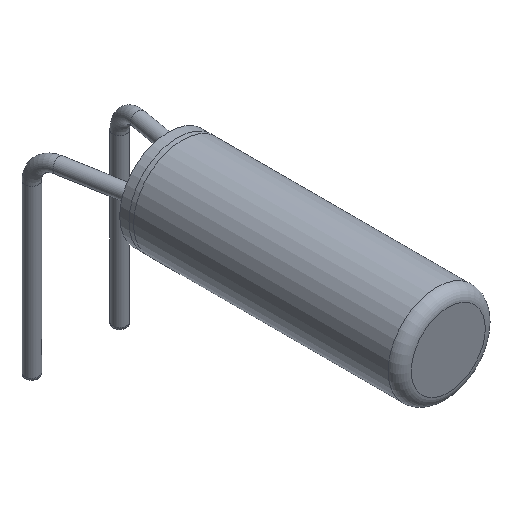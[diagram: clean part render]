
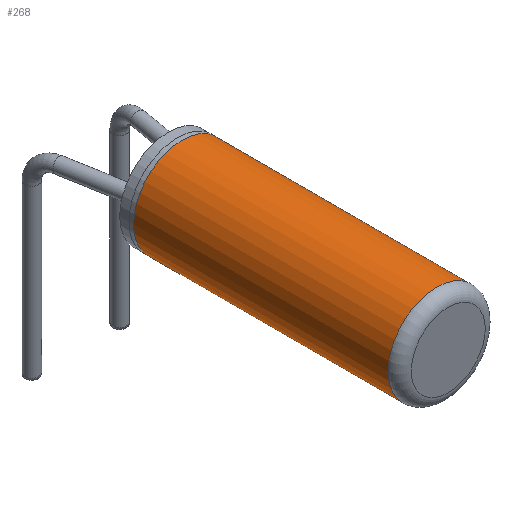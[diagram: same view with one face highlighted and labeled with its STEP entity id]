
A CAD part, isometric view. The second image highlights one B-rep face of the part: STEP entity #268.
In plain terms, the highlighted cylindrical face has radius 1.05 mm (diameter 2.1 mm), a full revolution.
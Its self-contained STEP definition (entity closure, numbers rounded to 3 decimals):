
#223 = VERTEX_POINT('',#224);
#224 = CARTESIAN_POINT('',(0.95,-2.3,0.));
#230 = EDGE_CURVE('',#223,#223,#231,.T.);
#231 = CIRCLE('',#232,1.05);
#232 = AXIS2_PLACEMENT_3D('',#233,#234,#235);
#233 = CARTESIAN_POINT('',(0.95,-2.3,1.05));
#234 = DIRECTION('',(0.,-1.,0.));
#235 = DIRECTION('',(0.,0.,-1.));
#268 = ADVANCED_FACE('',(#269),#288,.T.);
#269 = FACE_BOUND('',#270,.F.);
#270 = EDGE_LOOP('',(#271,#272,#280,#287));
#271 = ORIENTED_EDGE('',*,*,#230,.F.);
#272 = ORIENTED_EDGE('',*,*,#273,.T.);
#273 = EDGE_CURVE('',#223,#274,#276,.T.);
#274 = VERTEX_POINT('',#275);
#275 = CARTESIAN_POINT('',(0.95,-7.8,0.));
#276 = LINE('',#277,#278);
#277 = CARTESIAN_POINT('',(0.95,-2.2,0.));
#278 = VECTOR('',#279,1.);
#279 = DIRECTION('',(0.,-1.,0.));
#280 = ORIENTED_EDGE('',*,*,#281,.T.);
#281 = EDGE_CURVE('',#274,#274,#282,.T.);
#282 = CIRCLE('',#283,1.05);
#283 = AXIS2_PLACEMENT_3D('',#284,#285,#286);
#284 = CARTESIAN_POINT('',(0.95,-7.8,1.05));
#285 = DIRECTION('',(0.,-1.,0.));
#286 = DIRECTION('',(0.,0.,-1.));
#287 = ORIENTED_EDGE('',*,*,#273,.F.);
#288 = CYLINDRICAL_SURFACE('',#289,1.05);
#289 = AXIS2_PLACEMENT_3D('',#290,#291,#292);
#290 = CARTESIAN_POINT('',(0.95,-2.2,1.05));
#291 = DIRECTION('',(0.,1.,0.));
#292 = DIRECTION('',(0.,0.,-1.));
